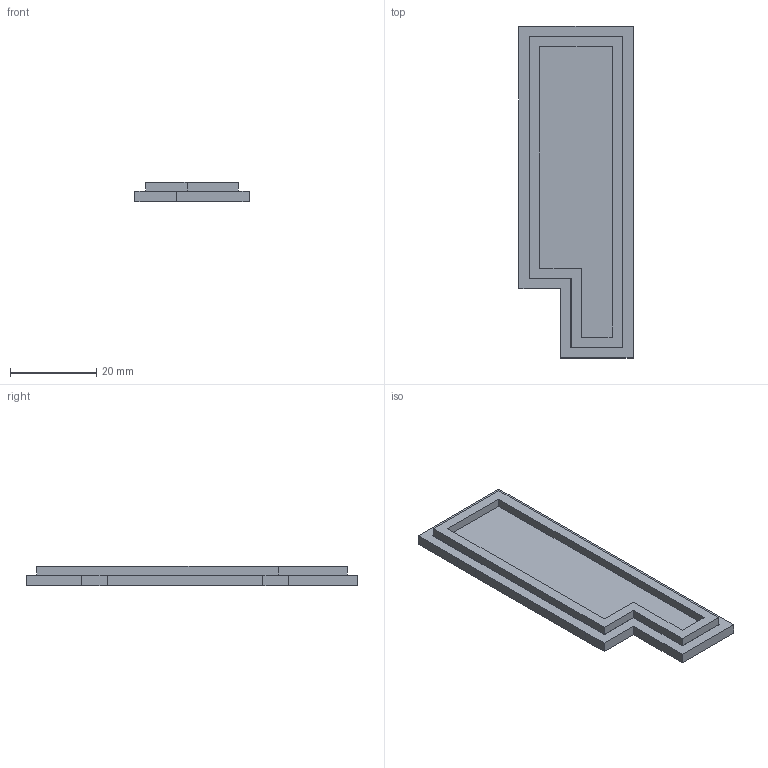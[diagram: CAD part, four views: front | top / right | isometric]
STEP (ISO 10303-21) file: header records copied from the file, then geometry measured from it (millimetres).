
FILE_DESCRIPTION(('FreeCAD Model'),'2;1');
FILE_NAME('Open CASCADE Shape Model','2025-05-18T08:06:27',(''),(''), 'Open CASCADE STEP processor 7.7','FreeCAD','Unknown');
FILE_SCHEMA(('AUTOMOTIVE_DESIGN { 1 0 10303 214 1 1 1 1 }'));
Length unit declared in the file: millimetre
Products named in the file (1): Body001
Bounding box: 26.4 x 76.8 x 4.4 mm (x, y, z)
Volume: 5345.4 mm3; surface area: 4952 mm2
Topology: 1 solids, 1 shells, 27 faces, 75 edges, 54 vertices
Faces by surface type: plane 27
Entity records: 887 total; most frequent: CARTESIAN_POINT 157, ORIENTED_EDGE 150, DIRECTION 131, EDGE_CURVE 75, LINE 75, VECTOR 75, VERTEX_POINT 54, FACE_BOUND 31
